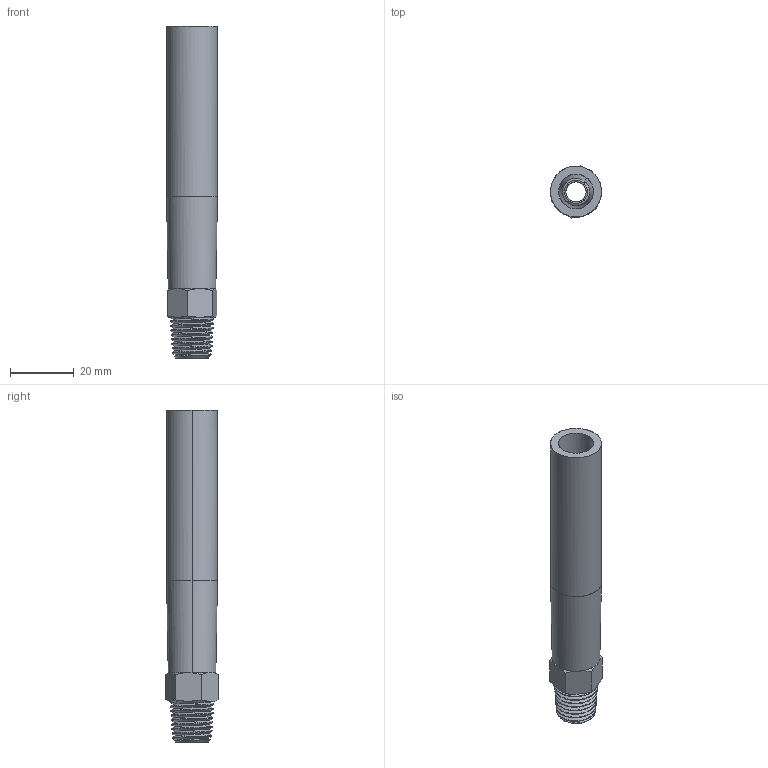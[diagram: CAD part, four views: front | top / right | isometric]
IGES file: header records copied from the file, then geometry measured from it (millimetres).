
Start section: SolidWorks IGES file using analytic representation for surfaces
Global section: file name: NUP-O1.IGS; native system: SolidWorks 2020; preprocessor: SolidWorks 2020; author: office; date: 210603.082239; units: inch
Bounding box: 16 x 16.37 x 104.37 mm (x, y, z)
Surface area: 10418.3 mm2 (no closed solid volume)
Topology: 0 solids, 0 shells, 86 faces, 2397 edges, 2397 vertices
Faces by surface type: bspline 86
